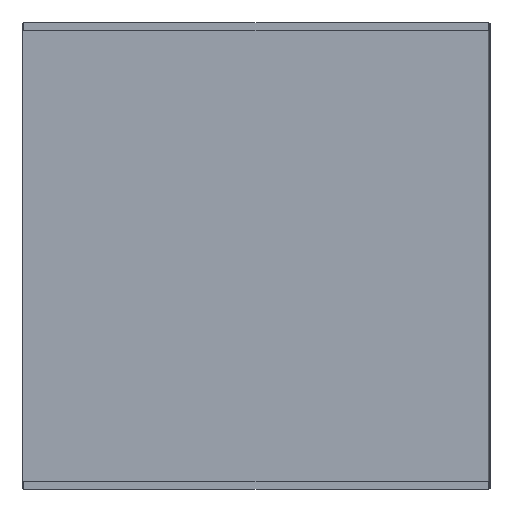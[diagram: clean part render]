
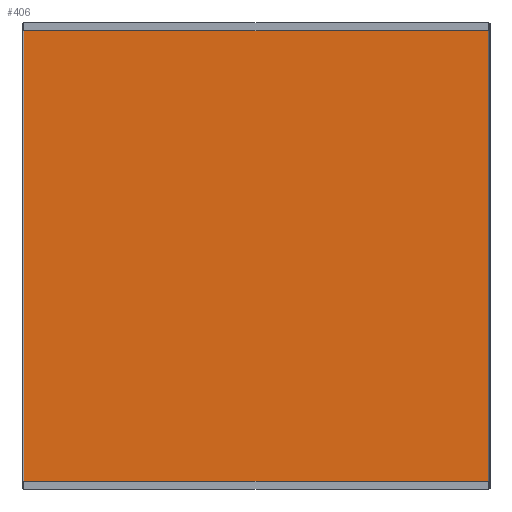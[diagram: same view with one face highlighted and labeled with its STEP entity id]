
A CAD part, front view. The second image highlights one B-rep face of the part: STEP entity #406.
In plain terms, the highlighted planar face has unit normal (0, -1, 0).
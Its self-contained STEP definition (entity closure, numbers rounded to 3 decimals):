
#91 = VECTOR ( 'NONE', #1774, 1000. ) ;
#154 = ORIENTED_EDGE ( 'NONE', *, *, #1983, .F. ) ;
#183 = CARTESIAN_POINT ( 'NONE',  ( 0., -1.5, 0. ) ) ;
#341 = CARTESIAN_POINT ( 'NONE',  ( -350.5, -1.5, -339.54 ) ) ;
#406 = ADVANCED_FACE ( 'NONE', ( #466 ), #1308, .T. ) ;
#439 = LINE ( 'NONE', #4413, #4347 ) ;
#466 = FACE_OUTER_BOUND ( 'NONE', #1905, .T. ) ;
#483 = EDGE_CURVE ( 'NONE', #3685, #4242, #2582, .T. ) ;
#576 = DIRECTION ( 'NONE',  ( 0., -1., 0. ) ) ;
#586 = CARTESIAN_POINT ( 'NONE',  ( 350.5, -1.5, -339.54 ) ) ;
#765 = CARTESIAN_POINT ( 'NONE',  ( 350.5, -1.5, 339.54 ) ) ;
#825 = CARTESIAN_POINT ( 'NONE',  ( 0., -1.5, -339.54 ) ) ;
#842 = DIRECTION ( 'NONE',  ( -1., 0., 0. ) ) ;
#1308 = PLANE ( 'NONE',  #4296 ) ;
#1476 = EDGE_CURVE ( 'NONE', #2132, #3685, #2518, .T. ) ;
#1774 = DIRECTION ( 'NONE',  ( 1., 0., 0. ) ) ;
#1842 = ORIENTED_EDGE ( 'NONE', *, *, #483, .F. ) ;
#1905 = EDGE_LOOP ( 'NONE', ( #3218, #154, #1842, #4697 ) ) ;
#1983 = EDGE_CURVE ( 'NONE', #4242, #3415, #439, .T. ) ;
#2132 = VERTEX_POINT ( 'NONE', #341 ) ;
#2200 = DIRECTION ( 'NONE',  ( 0., 0., 1. ) ) ;
#2518 = LINE ( 'NONE', #4022, #2812 ) ;
#2582 = LINE ( 'NONE', #3665, #91 ) ;
#2755 = CARTESIAN_POINT ( 'NONE',  ( -350.5, -1.5, 339.54 ) ) ;
#2812 = VECTOR ( 'NONE', #2200, 1000. ) ;
#2880 = VECTOR ( 'NONE', #842, 1000. ) ;
#2886 = DIRECTION ( 'NONE',  ( 0., 0., -1. ) ) ;
#3218 = ORIENTED_EDGE ( 'NONE', *, *, #4330, .F. ) ;
#3415 = VERTEX_POINT ( 'NONE', #586 ) ;
#3654 = DIRECTION ( 'NONE',  ( 0., 0., -1. ) ) ;
#3665 = CARTESIAN_POINT ( 'NONE',  ( 0., -1.5, 339.54 ) ) ;
#3685 = VERTEX_POINT ( 'NONE', #2755 ) ;
#3934 = LINE ( 'NONE', #825, #2880 ) ;
#4022 = CARTESIAN_POINT ( 'NONE',  ( -350.5, -1.5, 350. ) ) ;
#4242 = VERTEX_POINT ( 'NONE', #765 ) ;
#4296 = AXIS2_PLACEMENT_3D ( 'NONE', #183, #576, #2886 ) ;
#4330 = EDGE_CURVE ( 'NONE', #3415, #2132, #3934, .T. ) ;
#4347 = VECTOR ( 'NONE', #3654, 1000. ) ;
#4413 = CARTESIAN_POINT ( 'NONE',  ( 350.5, -1.5, 350. ) ) ;
#4697 = ORIENTED_EDGE ( 'NONE', *, *, #1476, .F. ) ;
